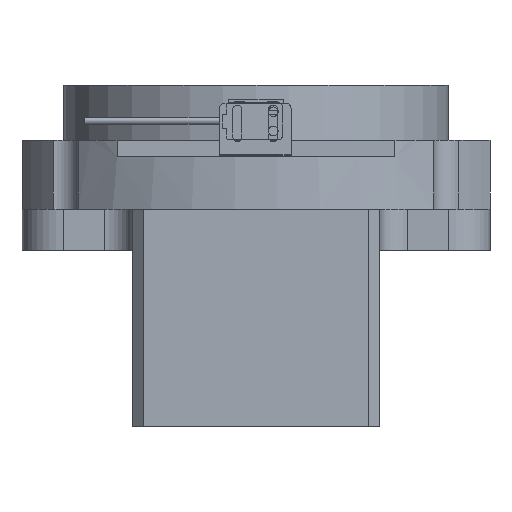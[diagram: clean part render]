
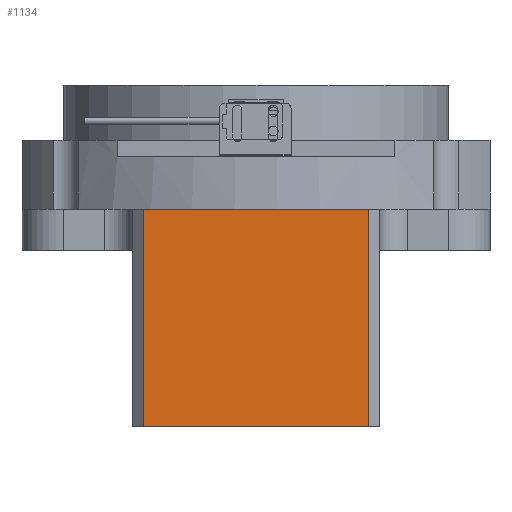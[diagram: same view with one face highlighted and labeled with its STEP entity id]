
A CAD part, front view. The second image highlights one B-rep face of the part: STEP entity #1134.
In plain terms, the highlighted planar face has unit normal (0, -1, 0).
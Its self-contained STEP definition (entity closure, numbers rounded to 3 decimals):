
#112 = CARTESIAN_POINT ( 'NONE',  ( 41., -130.6, -64. ) ) ;
#135 = ORIENTED_EDGE ( 'NONE', *, *, #8397, .F. ) ;
#159 = VECTOR ( 'NONE', #5178, 1000. ) ;
#455 = CARTESIAN_POINT ( 'NONE',  ( -41., -130.6, 60. ) ) ;
#576 = DIRECTION ( 'NONE',  ( 0., 1., 0. ) ) ;
#709 = DIRECTION ( 'NONE',  ( 0., 0., 1. ) ) ;
#1134 = ADVANCED_FACE ( 'NONE', ( #2745 ), #1380, .F. ) ;
#1247 = VECTOR ( 'NONE', #7872, 1000. ) ;
#1380 = PLANE ( 'NONE',  #2690 ) ;
#1459 = DIRECTION ( 'NONE',  ( -1., 0., 0. ) ) ;
#1490 = CARTESIAN_POINT ( 'NONE',  ( -41., -130.6, 15. ) ) ;
#2171 = VECTOR ( 'NONE', #1459, 1000. ) ;
#2690 = AXIS2_PLACEMENT_3D ( 'NONE', #6831, #576, #709 ) ;
#2735 = VERTEX_POINT ( 'NONE', #7024 ) ;
#2745 = FACE_OUTER_BOUND ( 'NONE', #8070, .T. ) ;
#3063 = LINE ( 'NONE', #8482, #159 ) ;
#3177 = ORIENTED_EDGE ( 'NONE', *, *, #6290, .F. ) ;
#3699 = ORIENTED_EDGE ( 'NONE', *, *, #4631, .F. ) ;
#3816 = VERTEX_POINT ( 'NONE', #1490 ) ;
#4184 = CARTESIAN_POINT ( 'NONE',  ( -41., -130.6, -64. ) ) ;
#4267 = VERTEX_POINT ( 'NONE', #4184 ) ;
#4605 = VERTEX_POINT ( 'NONE', #112 ) ;
#4631 = EDGE_CURVE ( 'NONE', #4605, #4267, #8383, .T. ) ;
#5032 = LINE ( 'NONE', #5791, #1247 ) ;
#5178 = DIRECTION ( 'NONE',  ( 1., 0., 0. ) ) ;
#5791 = CARTESIAN_POINT ( 'NONE',  ( 41., -130.6, 60. ) ) ;
#6290 = EDGE_CURVE ( 'NONE', #3816, #2735, #3063, .T. ) ;
#6450 = ORIENTED_EDGE ( 'NONE', *, *, #8631, .T. ) ;
#6713 = DIRECTION ( 'NONE',  ( 0., 0., -1. ) ) ;
#6831 = CARTESIAN_POINT ( 'NONE',  ( -41., -130.6, 60. ) ) ;
#6998 = CARTESIAN_POINT ( 'NONE',  ( 41., -130.6, -64. ) ) ;
#7024 = CARTESIAN_POINT ( 'NONE',  ( 41., -130.6, 15. ) ) ;
#7238 = VECTOR ( 'NONE', #6713, 1000. ) ;
#7430 = LINE ( 'NONE', #455, #7238 ) ;
#7872 = DIRECTION ( 'NONE',  ( 0., 0., -1. ) ) ;
#8070 = EDGE_LOOP ( 'NONE', ( #3177, #6450, #3699, #135 ) ) ;
#8383 = LINE ( 'NONE', #6998, #2171 ) ;
#8397 = EDGE_CURVE ( 'NONE', #2735, #4605, #5032, .T. ) ;
#8482 = CARTESIAN_POINT ( 'NONE',  ( -41., -130.6, 15. ) ) ;
#8631 = EDGE_CURVE ( 'NONE', #3816, #4267, #7430, .T. ) ;
